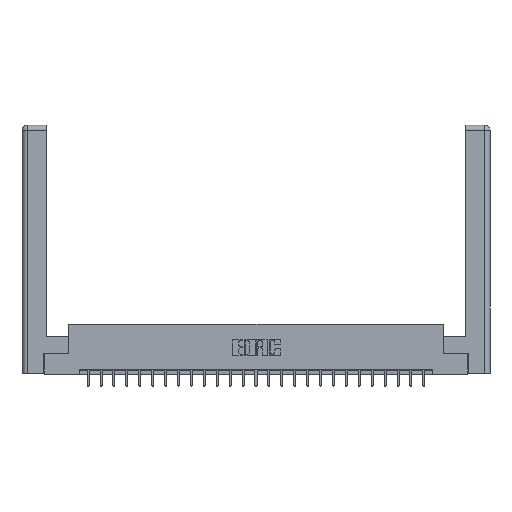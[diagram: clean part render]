
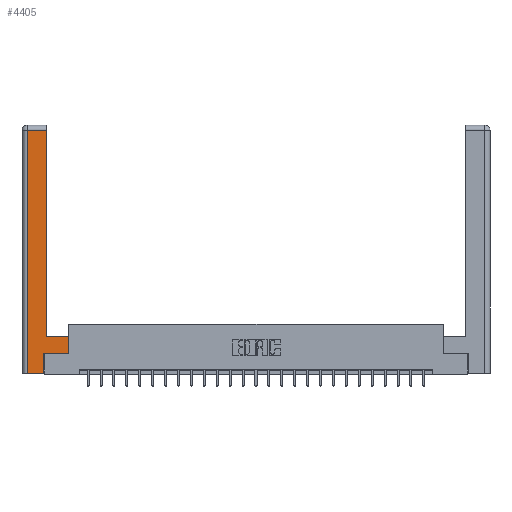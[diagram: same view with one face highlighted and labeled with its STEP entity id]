
A CAD part, top view. The second image highlights one B-rep face of the part: STEP entity #4405.
In plain terms, the highlighted planar face has unit normal (0, 0, 1).
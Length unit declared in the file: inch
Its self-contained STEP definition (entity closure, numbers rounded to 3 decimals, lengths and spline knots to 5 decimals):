
#45 = CARTESIAN_POINT ( 'NONE',  ( 0.0615, 0., 0. ) ) ;
#171 = EDGE_CURVE ( 'NONE', #17174, #12343, #5446, .T. ) ;
#424 = ORIENTED_EDGE ( 'NONE', *, *, #9208, .T. ) ;
#2018 = ORIENTED_EDGE ( 'NONE', *, *, #7195, .T. ) ;
#2049 = CARTESIAN_POINT ( 'NONE',  ( 0.295, 0.45, 0. ) ) ;
#2645 = AXIS2_PLACEMENT_3D ( 'NONE', #25336, #17544, #21480 ) ;
#3116 = VERTEX_POINT ( 'NONE', #8278 ) ;
#4405 = ADVANCED_FACE ( 'NONE', ( #21050 ), #23342, .F. ) ;
#4701 = VERTEX_POINT ( 'NONE', #10494 ) ;
#4957 = CARTESIAN_POINT ( 'NONE',  ( 0.265, 0.245, 0. ) ) ;
#5441 = CARTESIAN_POINT ( 'NONE',  ( 0.565, 0.45, 0. ) ) ;
#5446 = LINE ( 'NONE', #4957, #21167 ) ;
#6069 = DIRECTION ( 'NONE',  ( -1., 0., 0. ) ) ;
#6374 = VERTEX_POINT ( 'NONE', #8992 ) ;
#6734 = CARTESIAN_POINT ( 'NONE',  ( 0.565, 0.245, 0. ) ) ;
#6957 = ORIENTED_EDGE ( 'NONE', *, *, #10035, .T. ) ;
#7195 = EDGE_CURVE ( 'NONE', #4701, #6374, #9484, .T. ) ;
#8278 = CARTESIAN_POINT ( 'NONE',  ( 0.565, 0.245, 0. ) ) ;
#8289 = EDGE_LOOP ( 'NONE', ( #13331, #6957, #10835, #424, #12862, #24478, #8850, #2018 ) ) ;
#8850 = ORIENTED_EDGE ( 'NONE', *, *, #24873, .T. ) ;
#8923 = DIRECTION ( 'NONE',  ( 0., -1., 0. ) ) ;
#8992 = CARTESIAN_POINT ( 'NONE',  ( 0.295, 0.45, 0. ) ) ;
#9069 = CARTESIAN_POINT ( 'NONE',  ( 0.265, 0.245, 0. ) ) ;
#9208 = EDGE_CURVE ( 'NONE', #22737, #17174, #13398, .T. ) ;
#9484 = LINE ( 'NONE', #2049, #13473 ) ;
#9490 = LINE ( 'NONE', #24551, #11340 ) ;
#9665 = LINE ( 'NONE', #10264, #24097 ) ;
#10035 = EDGE_CURVE ( 'NONE', #20856, #11937, #19359, .T. ) ;
#10220 = DIRECTION ( 'NONE',  ( 1., 0., 0. ) ) ;
#10264 = CARTESIAN_POINT ( 'NONE',  ( 0.295, 3., 0. ) ) ;
#10293 = CARTESIAN_POINT ( 'NONE',  ( 0.265, 0., 0. ) ) ;
#10494 = CARTESIAN_POINT ( 'NONE',  ( 0.565, 0.45, 0. ) ) ;
#10770 = DIRECTION ( 'NONE',  ( 0., 1., 0. ) ) ;
#10835 = ORIENTED_EDGE ( 'NONE', *, *, #15875, .T. ) ;
#11340 = VECTOR ( 'NONE', #8923, 39.37008 ) ;
#11937 = VERTEX_POINT ( 'NONE', #20453 ) ;
#11953 = VECTOR ( 'NONE', #6069, 39.37008 ) ;
#12315 = DIRECTION ( 'NONE',  ( 0., 1., 0. ) ) ;
#12343 = VERTEX_POINT ( 'NONE', #9069 ) ;
#12862 = ORIENTED_EDGE ( 'NONE', *, *, #171, .T. ) ;
#13234 = LINE ( 'NONE', #6734, #24932 ) ;
#13331 = ORIENTED_EDGE ( 'NONE', *, *, #18950, .T. ) ;
#13398 = LINE ( 'NONE', #24222, #20172 ) ;
#13473 = VECTOR ( 'NONE', #23455, 39.37008 ) ;
#13900 = CARTESIAN_POINT ( 'NONE',  ( 0.0615, 2.94, 0. ) ) ;
#14961 = VECTOR ( 'NONE', #10770, 39.37008 ) ;
#15875 = EDGE_CURVE ( 'NONE', #11937, #22737, #9490, .T. ) ;
#17174 = VERTEX_POINT ( 'NONE', #10293 ) ;
#17544 = DIRECTION ( 'NONE',  ( 0., 0., -1. ) ) ;
#18950 = EDGE_CURVE ( 'NONE', #6374, #20856, #9665, .T. ) ;
#19359 = LINE ( 'NONE', #13900, #11953 ) ;
#20172 = VECTOR ( 'NONE', #10220, 39.37008 ) ;
#20453 = CARTESIAN_POINT ( 'NONE',  ( 0.0615, 2.94, 0. ) ) ;
#20800 = EDGE_CURVE ( 'NONE', #12343, #3116, #13234, .T. ) ;
#20815 = LINE ( 'NONE', #5441, #14961 ) ;
#20856 = VERTEX_POINT ( 'NONE', #24792 ) ;
#21050 = FACE_OUTER_BOUND ( 'NONE', #8289, .T. ) ;
#21167 = VECTOR ( 'NONE', #24550, 39.37008 ) ;
#21480 = DIRECTION ( 'NONE',  ( -1., 0., 0. ) ) ;
#22737 = VERTEX_POINT ( 'NONE', #45 ) ;
#23342 = PLANE ( 'NONE',  #2645 ) ;
#23455 = DIRECTION ( 'NONE',  ( -1., 0., 0. ) ) ;
#24097 = VECTOR ( 'NONE', #12315, 39.37008 ) ;
#24222 = CARTESIAN_POINT ( 'NONE',  ( 0.265, 0., 0. ) ) ;
#24478 = ORIENTED_EDGE ( 'NONE', *, *, #20800, .T. ) ;
#24550 = DIRECTION ( 'NONE',  ( 0., 1., 0. ) ) ;
#24551 = CARTESIAN_POINT ( 'NONE',  ( 0.0615, 0., 0. ) ) ;
#24613 = DIRECTION ( 'NONE',  ( 1., 0., 0. ) ) ;
#24792 = CARTESIAN_POINT ( 'NONE',  ( 0.295, 2.94, 0. ) ) ;
#24873 = EDGE_CURVE ( 'NONE', #3116, #4701, #20815, .T. ) ;
#24932 = VECTOR ( 'NONE', #24613, 39.37008 ) ;
#25336 = CARTESIAN_POINT ( 'NONE',  ( 0., 0., 0. ) ) ;
